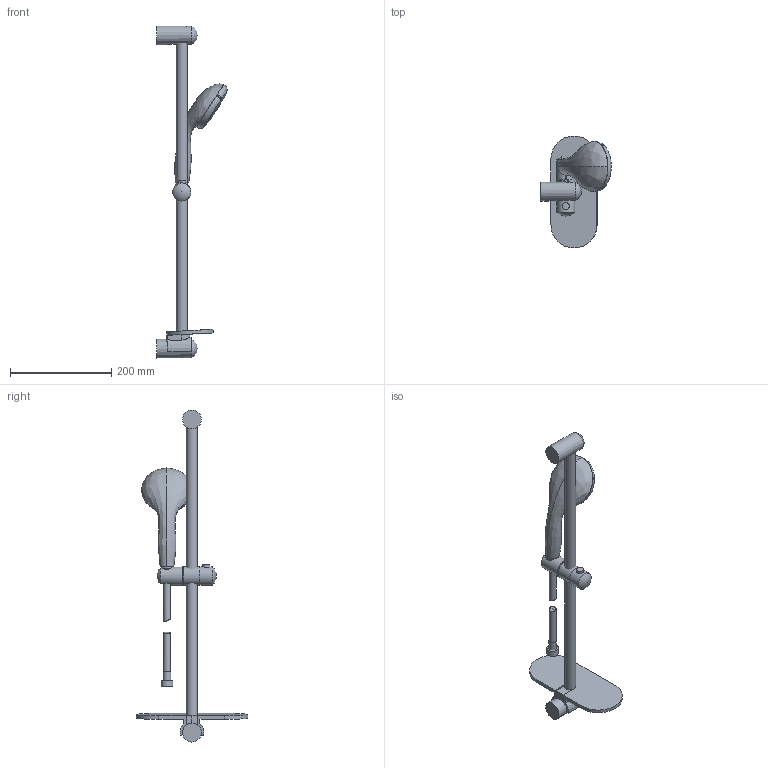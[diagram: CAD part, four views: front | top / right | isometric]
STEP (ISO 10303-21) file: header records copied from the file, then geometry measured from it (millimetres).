
FILE_DESCRIPTION(/* description */ ('Unknown'),/* implementation_level */ '2;1');
FILE_NAME(/* name */ '2759900E',/* time_stamp */ '2022-09-08T09:11:19+02:00',/* author */ ('Unknown'),/* organization */ ('GROHE AG'),/* preprocessor_version */ 'ST-DEVELOPER v16.7',/* originating_system */ 'DEX',/* authorisation */ $);
FILE_SCHEMA (('AUTOMOTIVE_DESIGN {1 0 10303 214 3 1 1}'));
Length unit declared in the file: millimetre
Products named in the file (8): 2759900E; Housing; 2759900E_0; 2759900E_1; id134; DF_REVOL; trim_sur
Assembly tree (7 placements, depth 2):
  2759900E
    2759900E
    Housing
    2759900E_0
    2759900E_1
    id134
    DF_REVOL
    trim_sur
Bounding box: 140.03 x 221.71 x 657.32 mm (x, y, z)
Volume: 417080.7 mm3; surface area: 190196.7 mm2
Topology: 4 solids, 20 shells, 124 faces, 615 edges, 502 vertices
Faces by surface type: plane 44, cylinder 30, bspline 24, cone 14, sphere 7, torus 5
Full cylindrical faces by diameter (mm): 13.8 x2, 14 x1, 14.7 x2, 19.9 x1, 21.8 x1, 22.6 x1, 23 x1, 33.4 x1, 36 x3, 89.4 x1, 90.2 x1
Entity records: 8600 total; most frequent: CARTESIAN_POINT 4267, ORIENTED_EDGE 760, EDGE_CURVE 557, DIRECTION 550, VERTEX_POINT 485, B_SPLINE_CURVE_WITH_KNOTS 328, AXIS2_PLACEMENT_3D 213, FACE_BOUND 188
